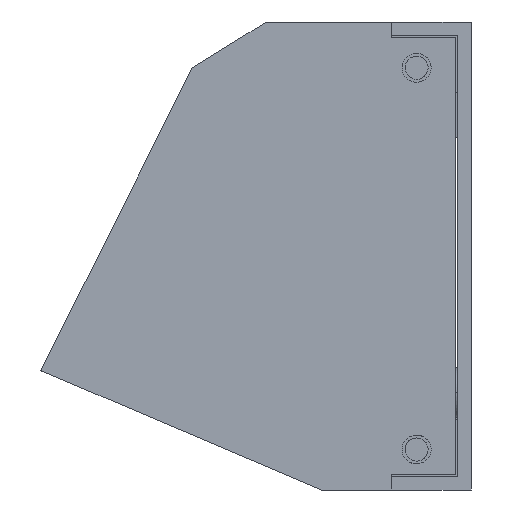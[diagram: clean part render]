
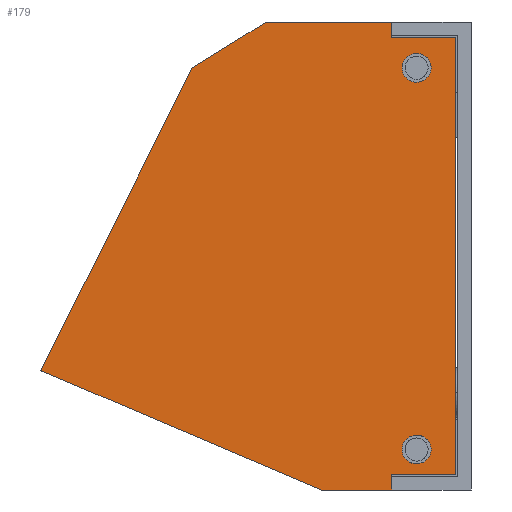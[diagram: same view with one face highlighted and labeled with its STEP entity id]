
A CAD part, left-side view. The second image highlights one B-rep face of the part: STEP entity #179.
In plain terms, the highlighted planar face has unit normal (-1, 0, 0).
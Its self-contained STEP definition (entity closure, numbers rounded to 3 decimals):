
#43=FACE_BOUND('',#601,.T.);
#44=FACE_BOUND('',#602,.T.);
#179=ADVANCED_FACE('',(#377,#43,#44),#3151,.T.);
#377=FACE_OUTER_BOUND('',#600,.T.);
#600=EDGE_LOOP('',(#1304,#1305,#1306,#1307,#1308,#1309,#1310,#1311,#1312,
#1313));
#601=EDGE_LOOP('',(#1314,#1315));
#602=EDGE_LOOP('',(#1316,#1317));
#1304=ORIENTED_EDGE('',*,*,#1981,.T.);
#1305=ORIENTED_EDGE('',*,*,#1983,.T.);
#1306=ORIENTED_EDGE('',*,*,#1985,.T.);
#1307=ORIENTED_EDGE('',*,*,#1987,.T.);
#1308=ORIENTED_EDGE('',*,*,#1989,.T.);
#1309=ORIENTED_EDGE('',*,*,#1991,.T.);
#1310=ORIENTED_EDGE('',*,*,#1993,.T.);
#1311=ORIENTED_EDGE('',*,*,#1995,.T.);
#1312=ORIENTED_EDGE('',*,*,#1997,.T.);
#1313=ORIENTED_EDGE('',*,*,#1999,.T.);
#1314=ORIENTED_EDGE('',*,*,#2001,.T.);
#1315=ORIENTED_EDGE('',*,*,#2003,.T.);
#1316=ORIENTED_EDGE('',*,*,#2005,.T.);
#1317=ORIENTED_EDGE('',*,*,#2007,.T.);
#1981=EDGE_CURVE('',#2878,#2879,#2391,.T.);
#1983=EDGE_CURVE('',#2879,#2880,#2393,.T.);
#1985=EDGE_CURVE('',#2880,#2881,#2395,.T.);
#1987=EDGE_CURVE('',#2881,#2882,#2397,.T.);
#1989=EDGE_CURVE('',#2882,#2883,#2399,.T.);
#1991=EDGE_CURVE('',#2883,#2884,#2401,.T.);
#1993=EDGE_CURVE('',#2884,#2885,#2403,.T.);
#1995=EDGE_CURVE('',#2885,#2886,#2405,.T.);
#1997=EDGE_CURVE('',#2886,#2887,#2407,.T.);
#1999=EDGE_CURVE('',#2887,#2878,#2409,.T.);
#2001=EDGE_CURVE('',#2888,#2889,#2632,.T.);
#2003=EDGE_CURVE('',#2889,#2888,#2633,.T.);
#2005=EDGE_CURVE('',#2890,#2891,#2634,.T.);
#2007=EDGE_CURVE('',#2891,#2890,#2635,.T.);
#2391=B_SPLINE_CURVE_WITH_KNOTS('',1,(#5466,#5467),.UNSPECIFIED.,.F.,.F.,
(2,2),(-40.98,0.),.UNSPECIFIED.);
#2393=B_SPLINE_CURVE_WITH_KNOTS('',1,(#5470,#5471),.UNSPECIFIED.,.F.,.F.,
(2,2),(-36.903,0.),.UNSPECIFIED.);
#2395=B_SPLINE_CURVE_WITH_KNOTS('',1,(#5474,#5475),.UNSPECIFIED.,.F.,.F.,
(2,2),(-8.514,0.),.UNSPECIFIED.);
#2397=B_SPLINE_CURVE_WITH_KNOTS('',1,(#5478,#5479),.UNSPECIFIED.,.F.,.F.,
(2,2),(-1.85,0.),.UNSPECIFIED.);
#2399=B_SPLINE_CURVE_WITH_KNOTS('',1,(#5482,#5483),.UNSPECIFIED.,.F.,.F.,
(2,2),(-7.75,0.),.UNSPECIFIED.);
#2401=B_SPLINE_CURVE_WITH_KNOTS('',1,(#5486,#5487),.UNSPECIFIED.,.F.,.F.,
(2,2),(-52.938,0.),.UNSPECIFIED.);
#2403=B_SPLINE_CURVE_WITH_KNOTS('',1,(#5490,#5491),.UNSPECIFIED.,.F.,.F.,
(2,2),(-7.75,0.),.UNSPECIFIED.);
#2405=B_SPLINE_CURVE_WITH_KNOTS('',1,(#5494,#5495),.UNSPECIFIED.,.F.,.F.,
(2,2),(-1.85,0.),.UNSPECIFIED.);
#2407=B_SPLINE_CURVE_WITH_KNOTS('',1,(#5498,#5499),.UNSPECIFIED.,.F.,.F.,
(2,2),(-15.2,0.),.UNSPECIFIED.);
#2409=B_SPLINE_CURVE_WITH_KNOTS('',1,(#5502,#5503),.UNSPECIFIED.,.F.,.F.,
(2,2),(-10.515,0.),.UNSPECIFIED.);
#2632=(
BOUNDED_CURVE()
B_SPLINE_CURVE(2,(#5506,#5507,#5508,#5509,#5510),.UNSPECIFIED.,.F.,.F.)
B_SPLINE_CURVE_WITH_KNOTS((3,2,3),(-7.,-3.5,
0.),.UNSPECIFIED.)
CURVE()
GEOMETRIC_REPRESENTATION_ITEM()
RATIONAL_B_SPLINE_CURVE((1.,0.707,1.,0.707,1.))
REPRESENTATION_ITEM('')
);
#2633=(
BOUNDED_CURVE()
B_SPLINE_CURVE(2,(#5513,#5514,#5515,#5516,#5517),.UNSPECIFIED.,.F.,.F.)
B_SPLINE_CURVE_WITH_KNOTS((3,2,3),(-7.,-3.5,
0.),.UNSPECIFIED.)
CURVE()
GEOMETRIC_REPRESENTATION_ITEM()
RATIONAL_B_SPLINE_CURVE((1.,0.707,1.,0.707,1.))
REPRESENTATION_ITEM('')
);
#2634=(
BOUNDED_CURVE()
B_SPLINE_CURVE(2,(#5520,#5521,#5522,#5523,#5524),.UNSPECIFIED.,.F.,.F.)
B_SPLINE_CURVE_WITH_KNOTS((3,2,3),(-7.,-3.5,
0.),.UNSPECIFIED.)
CURVE()
GEOMETRIC_REPRESENTATION_ITEM()
RATIONAL_B_SPLINE_CURVE((1.,0.707,1.,0.707,1.))
REPRESENTATION_ITEM('')
);
#2635=(
BOUNDED_CURVE()
B_SPLINE_CURVE(2,(#5527,#5528,#5529,#5530,#5531),.UNSPECIFIED.,.F.,.F.)
B_SPLINE_CURVE_WITH_KNOTS((3,2,3),(0.,3.5,7.),
 .UNSPECIFIED.)
CURVE()
GEOMETRIC_REPRESENTATION_ITEM()
RATIONAL_B_SPLINE_CURVE((1.,0.707,1.,0.707,1.))
REPRESENTATION_ITEM('')
);
#2878=VERTEX_POINT('',#5306);
#2879=VERTEX_POINT('',#5307);
#2880=VERTEX_POINT('',#5308);
#2881=VERTEX_POINT('',#5309);
#2882=VERTEX_POINT('',#5310);
#2883=VERTEX_POINT('',#5311);
#2884=VERTEX_POINT('',#5312);
#2885=VERTEX_POINT('',#5313);
#2886=VERTEX_POINT('',#5314);
#2887=VERTEX_POINT('',#5315);
#2888=VERTEX_POINT('',#5316);
#2889=VERTEX_POINT('',#5317);
#2890=VERTEX_POINT('',#5318);
#2891=VERTEX_POINT('',#5319);
#3151=PLANE('',#3307);
#3307=AXIS2_PLACEMENT_3D('',#4901,#3446,$);
#3446=DIRECTION('',(-1.,0.,0.));
#4901=CARTESIAN_POINT('',(-1223.388,748.179,14.595));
#5306=CARTESIAN_POINT('',(-1223.388,722.911,54.479));
#5307=CARTESIAN_POINT('',(-1223.388,741.234,17.823));
#5308=CARTESIAN_POINT('',(-1223.388,707.28,3.369));
#5309=CARTESIAN_POINT('',(-1223.388,698.766,3.369));
#5310=CARTESIAN_POINT('',(-1223.388,698.766,5.219));
#5311=CARTESIAN_POINT('',(-1223.388,691.016,5.219));
#5312=CARTESIAN_POINT('',(-1223.388,691.016,58.157));
#5313=CARTESIAN_POINT('',(-1223.388,698.766,58.157));
#5314=CARTESIAN_POINT('',(-1223.388,698.766,60.007));
#5315=CARTESIAN_POINT('',(-1223.388,713.966,60.007));
#5316=CARTESIAN_POINT('',(-1223.388,695.766,6.519));
#5317=CARTESIAN_POINT('',(-1223.388,695.766,10.019));
#5318=CARTESIAN_POINT('',(-1223.388,695.766,56.219));
#5319=CARTESIAN_POINT('',(-1223.388,695.766,52.719));
#5466=CARTESIAN_POINT('',(-1223.388,722.911,54.479));
#5467=CARTESIAN_POINT('',(-1223.388,741.234,17.823));
#5470=CARTESIAN_POINT('',(-1223.388,741.234,17.823));
#5471=CARTESIAN_POINT('',(-1223.388,707.28,3.369));
#5474=CARTESIAN_POINT('',(-1223.388,707.28,3.369));
#5475=CARTESIAN_POINT('',(-1223.388,698.766,3.369));
#5478=CARTESIAN_POINT('',(-1223.388,698.766,3.369));
#5479=CARTESIAN_POINT('',(-1223.388,698.766,5.219));
#5482=CARTESIAN_POINT('',(-1223.388,698.766,5.219));
#5483=CARTESIAN_POINT('',(-1223.388,691.016,5.219));
#5486=CARTESIAN_POINT('',(-1223.388,691.016,5.219));
#5487=CARTESIAN_POINT('',(-1223.388,691.016,58.157));
#5490=CARTESIAN_POINT('',(-1223.388,691.016,58.157));
#5491=CARTESIAN_POINT('',(-1223.388,698.766,58.157));
#5494=CARTESIAN_POINT('',(-1223.388,698.766,58.157));
#5495=CARTESIAN_POINT('',(-1223.388,698.766,60.007));
#5498=CARTESIAN_POINT('',(-1223.388,698.766,60.007));
#5499=CARTESIAN_POINT('',(-1223.388,713.966,60.007));
#5502=CARTESIAN_POINT('',(-1223.388,713.966,60.007));
#5503=CARTESIAN_POINT('',(-1223.388,722.911,54.479));
#5506=CARTESIAN_POINT('',(-1223.388,695.766,6.519));
#5507=CARTESIAN_POINT('',(-1223.388,697.516,6.519));
#5508=CARTESIAN_POINT('',(-1223.388,697.516,8.269));
#5509=CARTESIAN_POINT('',(-1223.388,697.516,10.019));
#5510=CARTESIAN_POINT('',(-1223.388,695.766,10.019));
#5513=CARTESIAN_POINT('',(-1223.388,695.766,10.019));
#5514=CARTESIAN_POINT('',(-1223.388,694.016,10.019));
#5515=CARTESIAN_POINT('',(-1223.388,694.016,8.269));
#5516=CARTESIAN_POINT('',(-1223.388,694.016,6.519));
#5517=CARTESIAN_POINT('',(-1223.388,695.766,6.519));
#5520=CARTESIAN_POINT('',(-1223.388,695.766,56.219));
#5521=CARTESIAN_POINT('',(-1223.388,694.016,56.219));
#5522=CARTESIAN_POINT('',(-1223.388,694.016,54.469));
#5523=CARTESIAN_POINT('',(-1223.388,694.016,52.719));
#5524=CARTESIAN_POINT('',(-1223.388,695.766,52.719));
#5527=CARTESIAN_POINT('',(-1223.388,695.766,52.719));
#5528=CARTESIAN_POINT('',(-1223.388,697.516,52.719));
#5529=CARTESIAN_POINT('',(-1223.388,697.516,54.469));
#5530=CARTESIAN_POINT('',(-1223.388,697.516,56.219));
#5531=CARTESIAN_POINT('',(-1223.388,695.766,56.219));
